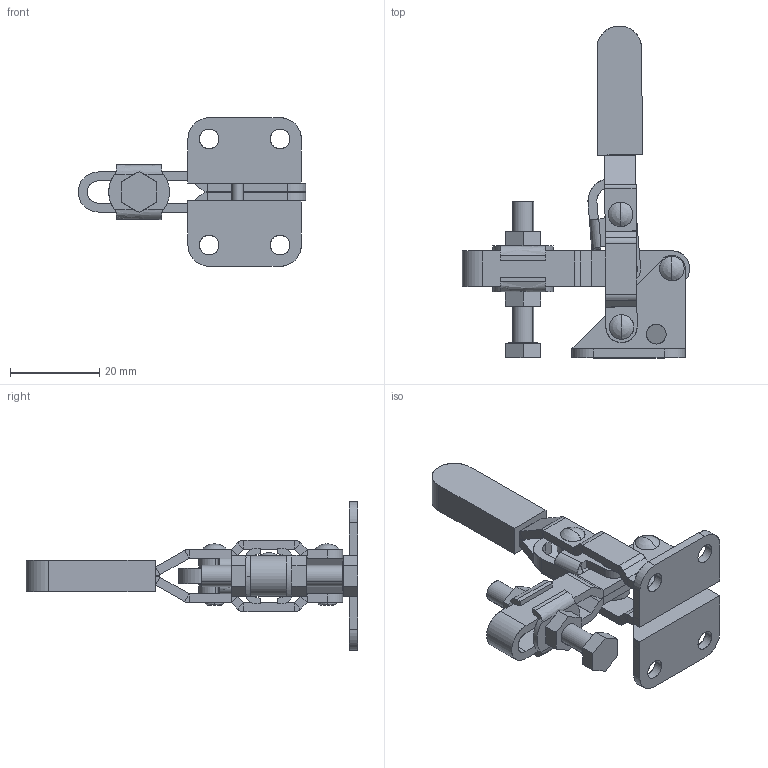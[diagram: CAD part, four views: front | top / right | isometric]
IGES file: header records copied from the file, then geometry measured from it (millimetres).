
Start section: SolidWorks IGES file using analytic representation for surfaces
Global section: file name: 493803(GH-101-ASS).IGS,; native system: SolidWorks 2016; preprocessor: SolidWorks 2016; author: LinWei; date: 190116.135514; units: millimetre
Bounding box: 51 x 74.4 x 33.3 mm (x, y, z)
Surface area: 10217.3 mm2 (no closed solid volume)
Topology: 0 solids, 0 shells, 354 faces, 3999 edges, 3995 vertices
Faces by surface type: bspline 226, revolution 128
